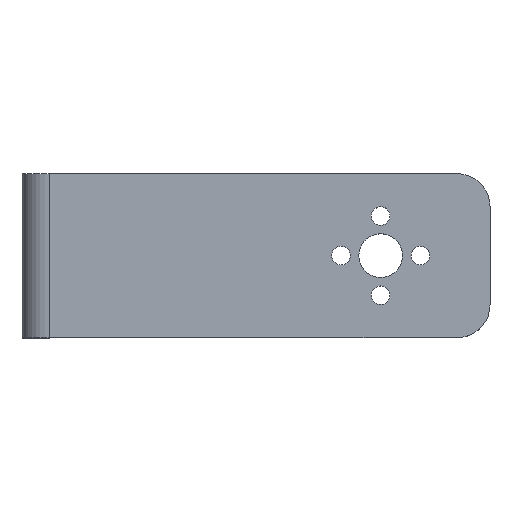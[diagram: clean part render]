
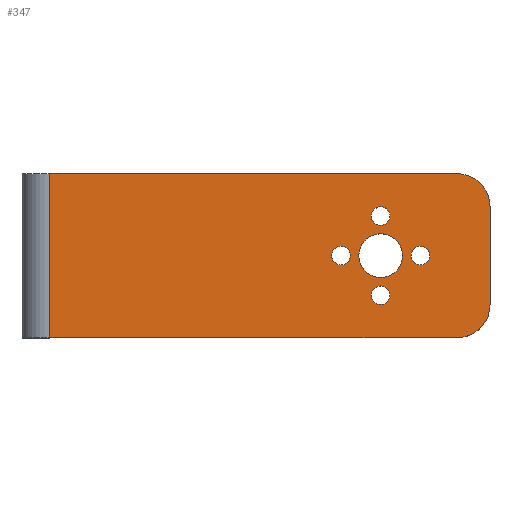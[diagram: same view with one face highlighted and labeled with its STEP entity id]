
A CAD part, top view. The second image highlights one B-rep face of the part: STEP entity #347.
In plain terms, the highlighted planar face has unit normal (0, 0, 1).
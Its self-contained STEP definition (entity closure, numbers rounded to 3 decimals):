
#68=VERTEX_POINT('',#69);
#69=CARTESIAN_POINT('',(-80.607,0.0,5.0));
#76=EDGE_CURVE('',#68,#77,#79,.F.);
#77=VERTEX_POINT('',#78);
#78=CARTESIAN_POINT('',(-80.607,30.0,5.0));
#79=LINE('',#80,#81);
#80=CARTESIAN_POINT('',(-80.607,0.0,5.0));
#81=VECTOR('',#82,1.0);
#82=DIRECTION('',(0.0,-1.0,0.0));
#109=VERTEX_POINT('',#110);
#110=CARTESIAN_POINT('',(-6.,0.0,5.0));
#116=EDGE_CURVE('',#109,#68,#117,.T.);
#117=LINE('',#118,#119);
#118=CARTESIAN_POINT('',(0.0,0.0,5.0));
#119=VECTOR('',#120,1.0);
#120=DIRECTION('',(-1.0,0.0,0.0));
#185=EDGE_CURVE('',#77,#186,#188,.F.);
#186=VERTEX_POINT('',#187);
#187=CARTESIAN_POINT('',(-6.,30.0,5.0));
#188=LINE('',#189,#190);
#189=CARTESIAN_POINT('',(0.0,30.0,5.0));
#190=VECTOR('',#191,1.0);
#191=DIRECTION('',(-1.0,0.0,0.0));
#347=ADVANCED_FACE('',(#348,#359,#370,#381,#392,#403),#432,.F.);
#348=FACE_BOUND('',#349,.T.);
#349=EDGE_LOOP('',(#350));
#350=ORIENTED_EDGE('',*,*,#351,.T.);
#351=EDGE_CURVE('',#352,#352,#354,.T.);
#352=VERTEX_POINT('',#353);
#353=CARTESIAN_POINT('',(-24.,15.0,5.));
#354=CIRCLE('',#355,4.);
#355=AXIS2_PLACEMENT_3D('',#356,#357,#358);
#356=CARTESIAN_POINT('',(-20.0,15.0,5.));
#357=DIRECTION('',(0.0,0.0,-1.0));
#358=DIRECTION('',(-1.0,0.0,0.0));
#359=FACE_BOUND('',#360,.T.);
#360=EDGE_LOOP('',(#361));
#361=ORIENTED_EDGE('',*,*,#362,.T.);
#362=EDGE_CURVE('',#363,#363,#365,.T.);
#363=VERTEX_POINT('',#364);
#364=CARTESIAN_POINT('',(-28.95,15.0,5.));
#365=CIRCLE('',#366,1.7);
#366=AXIS2_PLACEMENT_3D('',#367,#368,#369);
#367=CARTESIAN_POINT('',(-27.25,15.0,5.));
#368=DIRECTION('',(0.0,0.0,-1.0));
#369=DIRECTION('',(-1.0,0.0,0.0));
#370=FACE_BOUND('',#371,.T.);
#371=EDGE_LOOP('',(#372));
#372=ORIENTED_EDGE('',*,*,#373,.T.);
#373=EDGE_CURVE('',#374,#374,#376,.T.);
#374=VERTEX_POINT('',#375);
#375=CARTESIAN_POINT('',(-21.7,7.75,5.));
#376=CIRCLE('',#377,1.7);
#377=AXIS2_PLACEMENT_3D('',#378,#379,#380);
#378=CARTESIAN_POINT('',(-20.0,7.75,5.));
#379=DIRECTION('',(0.0,0.0,-1.0));
#380=DIRECTION('',(-1.0,0.0,0.0));
#381=FACE_BOUND('',#382,.T.);
#382=EDGE_LOOP('',(#383));
#383=ORIENTED_EDGE('',*,*,#384,.T.);
#384=EDGE_CURVE('',#385,#385,#387,.T.);
#385=VERTEX_POINT('',#386);
#386=CARTESIAN_POINT('',(-14.45,15.0,5.));
#387=CIRCLE('',#388,1.7);
#388=AXIS2_PLACEMENT_3D('',#389,#390,#391);
#389=CARTESIAN_POINT('',(-12.75,15.0,5.));
#390=DIRECTION('',(0.0,0.0,-1.0));
#391=DIRECTION('',(-1.0,0.0,0.0));
#392=FACE_BOUND('',#393,.T.);
#393=EDGE_LOOP('',(#394));
#394=ORIENTED_EDGE('',*,*,#395,.T.);
#395=EDGE_CURVE('',#396,#396,#398,.T.);
#396=VERTEX_POINT('',#397);
#397=CARTESIAN_POINT('',(-21.7,22.25,5.));
#398=CIRCLE('',#399,1.7);
#399=AXIS2_PLACEMENT_3D('',#400,#401,#402);
#400=CARTESIAN_POINT('',(-20.0,22.25,5.));
#401=DIRECTION('',(0.0,0.0,-1.0));
#402=DIRECTION('',(-1.0,0.0,0.0));
#403=FACE_BOUND('',#404,.T.);
#404=EDGE_LOOP('',(#405,#406,#407,#408,#417,#425));
#405=ORIENTED_EDGE('',*,*,#185,.F.);
#406=ORIENTED_EDGE('',*,*,#76,.F.);
#407=ORIENTED_EDGE('',*,*,#116,.F.);
#408=ORIENTED_EDGE('',*,*,#409,.T.);
#409=EDGE_CURVE('',#109,#410,#412,.T.);
#410=VERTEX_POINT('',#411);
#411=CARTESIAN_POINT('',(0.0,6.,5.0));
#412=CIRCLE('',#413,6.);
#413=AXIS2_PLACEMENT_3D('',#414,#415,#416);
#414=CARTESIAN_POINT('',(-6.,6.,5.0));
#415=DIRECTION('',(0.0,0.0,1.0));
#416=DIRECTION('',(-1.0,0.0,0.0));
#417=ORIENTED_EDGE('',*,*,#418,.T.);
#418=EDGE_CURVE('',#410,#419,#421,.F.);
#419=VERTEX_POINT('',#420);
#420=CARTESIAN_POINT('',(0.0,24.0,5.0));
#421=LINE('',#422,#423);
#422=CARTESIAN_POINT('',(0.0,0.0,5.0));
#423=VECTOR('',#424,1.0);
#424=DIRECTION('',(0.0,-1.0,0.0));
#425=ORIENTED_EDGE('',*,*,#426,.T.);
#426=EDGE_CURVE('',#419,#186,#427,.T.);
#427=CIRCLE('',#428,6.);
#428=AXIS2_PLACEMENT_3D('',#429,#430,#431);
#429=CARTESIAN_POINT('',(-6.,24.0,5.0));
#430=DIRECTION('',(0.0,0.0,1.0));
#431=DIRECTION('',(-1.0,0.0,0.0));
#432=PLANE('',#433);
#433=AXIS2_PLACEMENT_3D('',#434,#435,#436);
#434=CARTESIAN_POINT('',(0.0,0.0,5.0));
#435=DIRECTION('',(0.0,0.0,-1.0));
#436=DIRECTION('',(-1.0,0.0,0.0));
